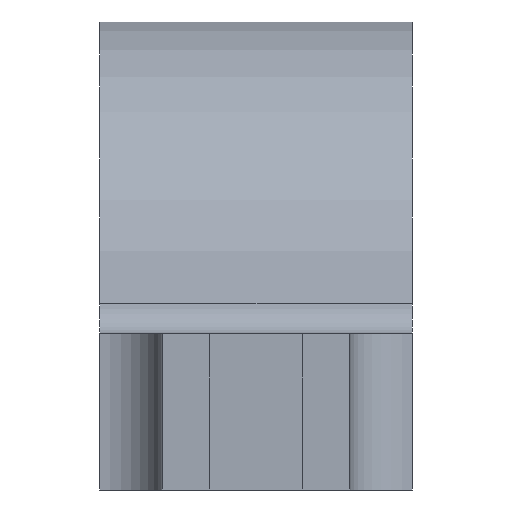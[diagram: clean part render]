
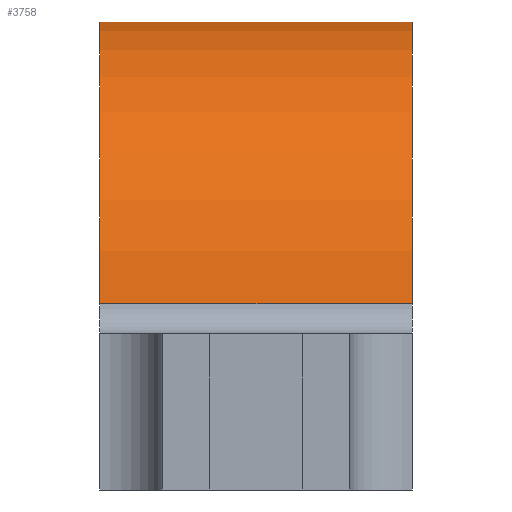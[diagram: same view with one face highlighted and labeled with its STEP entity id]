
A CAD part, left-side view. The second image highlights one B-rep face of the part: STEP entity #3758.
In plain terms, the highlighted cylindrical face has radius 1 mm (diameter 2 mm), a partial arc.
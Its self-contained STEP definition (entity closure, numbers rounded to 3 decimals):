
#115 = CIRCLE ( 'NONE', #5988, 1. ) ;
#184 = VERTEX_POINT ( 'NONE', #1263 ) ;
#265 = CARTESIAN_POINT ( 'NONE',  ( 0.995, 1., -0.155 ) ) ;
#288 = DIRECTION ( 'NONE',  ( 0., -1., 0. ) ) ;
#677 = CARTESIAN_POINT ( 'NONE',  ( 0.995, 0., -0.155 ) ) ;
#693 = CYLINDRICAL_SURFACE ( 'NONE', #4357, 1. ) ;
#1069 = CARTESIAN_POINT ( 'NONE',  ( 0.995, 3.417, -0.155 ) ) ;
#1263 = CARTESIAN_POINT ( 'NONE',  ( -0.995, 0., -0.155 ) ) ;
#1279 = LINE ( 'NONE', #3909, #6274 ) ;
#1358 = FACE_OUTER_BOUND ( 'NONE', #2319, .T. ) ;
#1690 = CARTESIAN_POINT ( 'NONE',  ( -0.995, 1., -0.155 ) ) ;
#1793 = CARTESIAN_POINT ( 'NONE',  ( 0., 3.417, -0.25 ) ) ;
#1865 = LINE ( 'NONE', #1069, #2175 ) ;
#2039 = ORIENTED_EDGE ( 'NONE', *, *, #4877, .T. ) ;
#2175 = VECTOR ( 'NONE', #4116, 1000. ) ;
#2319 = EDGE_LOOP ( 'NONE', ( #6005, #2039, #2320, #6308 ) ) ;
#2320 = ORIENTED_EDGE ( 'NONE', *, *, #3463, .T. ) ;
#2355 = EDGE_CURVE ( 'NONE', #4117, #6682, #4524, .T. ) ;
#2776 = CARTESIAN_POINT ( 'NONE',  ( 0., 0., -0.25 ) ) ;
#3463 = EDGE_CURVE ( 'NONE', #184, #5500, #115, .T. ) ;
#3609 = CARTESIAN_POINT ( 'NONE',  ( 0., 1., -0.25 ) ) ;
#3758 = ADVANCED_FACE ( 'NONE', ( #1358 ), #693, .T. ) ;
#3909 = CARTESIAN_POINT ( 'NONE',  ( -0.995, 3.417, -0.155 ) ) ;
#4076 = AXIS2_PLACEMENT_3D ( 'NONE', #3609, #6228, #4623 ) ;
#4116 = DIRECTION ( 'NONE',  ( 0., -1., 0. ) ) ;
#4117 = VERTEX_POINT ( 'NONE', #1690 ) ;
#4325 = DIRECTION ( 'NONE',  ( 0., -1., 0. ) ) ;
#4340 = DIRECTION ( 'NONE',  ( 0., 0., 1. ) ) ;
#4357 = AXIS2_PLACEMENT_3D ( 'NONE', #1793, #4325, #4835 ) ;
#4524 = CIRCLE ( 'NONE', #4076, 1. ) ;
#4623 = DIRECTION ( 'NONE',  ( 0., 0., 1. ) ) ;
#4835 = DIRECTION ( 'NONE',  ( 0., 0., -1. ) ) ;
#4877 = EDGE_CURVE ( 'NONE', #4117, #184, #1279, .T. ) ;
#5073 = EDGE_CURVE ( 'NONE', #6682, #5500, #1865, .T. ) ;
#5500 = VERTEX_POINT ( 'NONE', #677 ) ;
#5862 = DIRECTION ( 'NONE',  ( 0., 1., 0. ) ) ;
#5988 = AXIS2_PLACEMENT_3D ( 'NONE', #2776, #5862, #4340 ) ;
#6005 = ORIENTED_EDGE ( 'NONE', *, *, #2355, .F. ) ;
#6228 = DIRECTION ( 'NONE',  ( 0., 1., 0. ) ) ;
#6274 = VECTOR ( 'NONE', #288, 1000. ) ;
#6308 = ORIENTED_EDGE ( 'NONE', *, *, #5073, .F. ) ;
#6682 = VERTEX_POINT ( 'NONE', #265 ) ;
